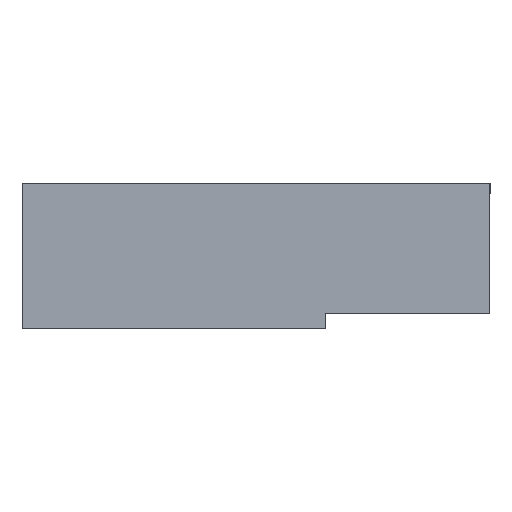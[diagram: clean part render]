
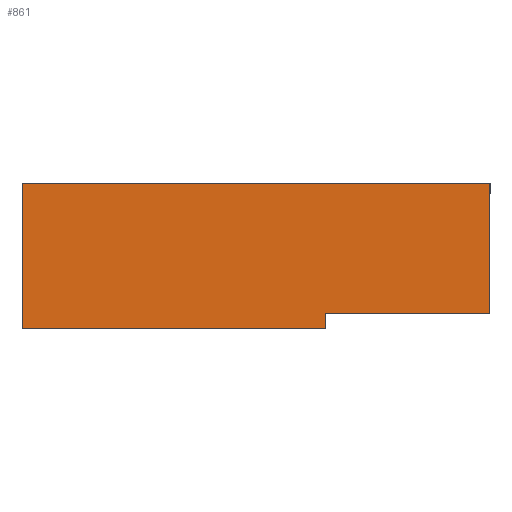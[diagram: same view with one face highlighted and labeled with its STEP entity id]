
A CAD part, left-side view. The second image highlights one B-rep face of the part: STEP entity #861.
In plain terms, the highlighted planar face has unit normal (-1, 0, 0).
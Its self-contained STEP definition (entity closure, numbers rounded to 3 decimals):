
#15 = CARTESIAN_POINT ( 'NONE',  ( -460., -305., 0. ) ) ;
#30 = DIRECTION ( 'NONE',  ( 0., 0., 1. ) ) ;
#32 = CARTESIAN_POINT ( 'NONE',  ( -460., -305., 170. ) ) ;
#34 = CARTESIAN_POINT ( 'NONE',  ( -460., -90., -20. ) ) ;
#82 = EDGE_CURVE ( 'NONE', #279, #467, #185, .T. ) ;
#84 = VECTOR ( 'NONE', #733, 1000. ) ;
#100 = CARTESIAN_POINT ( 'NONE',  ( -460., -90., 0. ) ) ;
#109 = EDGE_CURVE ( 'NONE', #493, #279, #823, .T. ) ;
#113 = LINE ( 'NONE', #781, #532 ) ;
#127 = DIRECTION ( 'NONE',  ( 1., 0., 0. ) ) ;
#154 = VECTOR ( 'NONE', #407, 1000. ) ;
#168 = VECTOR ( 'NONE', #619, 1000. ) ;
#185 = LINE ( 'NONE', #32, #209 ) ;
#209 = VECTOR ( 'NONE', #247, 1000. ) ;
#221 = AXIS2_PLACEMENT_3D ( 'NONE', #573, #127, #724 ) ;
#232 = CARTESIAN_POINT ( 'NONE',  ( -460., 305., 170. ) ) ;
#246 = VECTOR ( 'NONE', #914, 1000. ) ;
#247 = DIRECTION ( 'NONE',  ( 0., 0., -1. ) ) ;
#271 = PLANE ( 'NONE',  #221 ) ;
#276 = ORIENTED_EDGE ( 'NONE', *, *, #514, .T. ) ;
#279 = VERTEX_POINT ( 'NONE', #663 ) ;
#285 = FACE_OUTER_BOUND ( 'NONE', #546, .T. ) ;
#300 = VERTEX_POINT ( 'NONE', #575 ) ;
#307 = LINE ( 'NONE', #455, #168 ) ;
#329 = LINE ( 'NONE', #15, #246 ) ;
#337 = CARTESIAN_POINT ( 'NONE',  ( -460., -305., 170. ) ) ;
#407 = DIRECTION ( 'NONE',  ( 0., -1., 0. ) ) ;
#455 = CARTESIAN_POINT ( 'NONE',  ( -460., 305., 170. ) ) ;
#467 = VERTEX_POINT ( 'NONE', #683 ) ;
#493 = VERTEX_POINT ( 'NONE', #232 ) ;
#514 = EDGE_CURVE ( 'NONE', #728, #467, #329, .T. ) ;
#532 = VECTOR ( 'NONE', #30, 1000. ) ;
#537 = ORIENTED_EDGE ( 'NONE', *, *, #109, .F. ) ;
#546 = EDGE_LOOP ( 'NONE', ( #895, #937, #582, #276, #679, #537 ) ) ;
#573 = CARTESIAN_POINT ( 'NONE',  ( -460., -305., 170. ) ) ;
#575 = CARTESIAN_POINT ( 'NONE',  ( -460., 305., -20. ) ) ;
#582 = ORIENTED_EDGE ( 'NONE', *, *, #692, .T. ) ;
#585 = EDGE_CURVE ( 'NONE', #493, #300, #307, .T. ) ;
#619 = DIRECTION ( 'NONE',  ( 0., 0., -1. ) ) ;
#663 = CARTESIAN_POINT ( 'NONE',  ( -460., -305., 170. ) ) ;
#679 = ORIENTED_EDGE ( 'NONE', *, *, #82, .F. ) ;
#683 = CARTESIAN_POINT ( 'NONE',  ( -460., -305., 0. ) ) ;
#692 = EDGE_CURVE ( 'NONE', #749, #728, #113, .T. ) ;
#712 = LINE ( 'NONE', #952, #84 ) ;
#724 = DIRECTION ( 'NONE',  ( 0., 0., -1. ) ) ;
#728 = VERTEX_POINT ( 'NONE', #100 ) ;
#733 = DIRECTION ( 'NONE',  ( 0., 1., 0. ) ) ;
#749 = VERTEX_POINT ( 'NONE', #34 ) ;
#781 = CARTESIAN_POINT ( 'NONE',  ( -460., -90., -20. ) ) ;
#823 = LINE ( 'NONE', #337, #154 ) ;
#861 = ADVANCED_FACE ( 'NONE', ( #285 ), #271, .F. ) ;
#895 = ORIENTED_EDGE ( 'NONE', *, *, #585, .T. ) ;
#897 = EDGE_CURVE ( 'NONE', #749, #300, #712, .T. ) ;
#914 = DIRECTION ( 'NONE',  ( 0., -1., 0. ) ) ;
#937 = ORIENTED_EDGE ( 'NONE', *, *, #897, .F. ) ;
#952 = CARTESIAN_POINT ( 'NONE',  ( -460., 305., -20. ) ) ;
